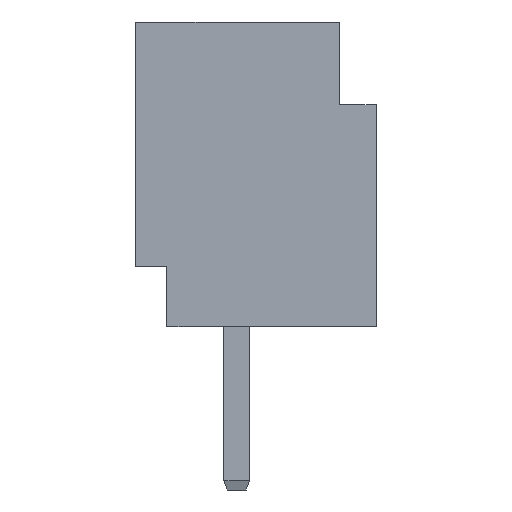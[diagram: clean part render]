
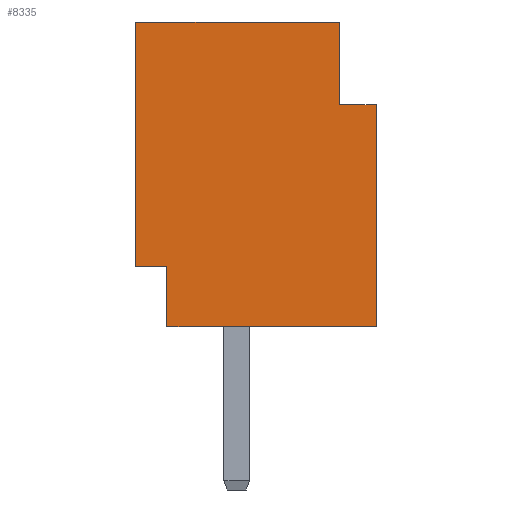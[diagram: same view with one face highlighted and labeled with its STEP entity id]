
A CAD part, left-side view. The second image highlights one B-rep face of the part: STEP entity #8335.
In plain terms, the highlighted planar face has unit normal (-1, 0, 0).
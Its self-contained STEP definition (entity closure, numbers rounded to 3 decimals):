
#459=ORIENTED_EDGE('',*,*,#2073,.T.);
#460=ORIENTED_EDGE('',*,*,#2139,.T.);
#461=ORIENTED_EDGE('',*,*,#2157,.T.);
#462=ORIENTED_EDGE('',*,*,#2158,.F.);
#463=ORIENTED_EDGE('',*,*,#2062,.F.);
#464=ORIENTED_EDGE('',*,*,#2150,.F.);
#465=ORIENTED_EDGE('',*,*,#2159,.F.);
#466=ORIENTED_EDGE('',*,*,#2160,.T.);
#2062=EDGE_CURVE('',#2916,#2917,#3464,.T.);
#2073=EDGE_CURVE('',#2927,#2926,#3475,.T.);
#2139=EDGE_CURVE('',#2926,#2988,#3541,.T.);
#2150=EDGE_CURVE('',#2996,#2916,#3552,.T.);
#2157=EDGE_CURVE('',#2988,#3001,#3559,.T.);
#2158=EDGE_CURVE('',#2917,#3001,#3560,.T.);
#2159=EDGE_CURVE('',#3002,#2996,#3561,.T.);
#2160=EDGE_CURVE('',#3002,#2927,#3562,.T.);
#2916=VERTEX_POINT('',#10309);
#2917=VERTEX_POINT('',#10311);
#2926=VERTEX_POINT('',#10332);
#2927=VERTEX_POINT('',#10334);
#2988=VERTEX_POINT('',#10463);
#2996=VERTEX_POINT('',#10485);
#3001=VERTEX_POINT('',#10500);
#3002=VERTEX_POINT('',#10503);
#3464=LINE('',#10310,#4054);
#3475=LINE('',#10333,#4065);
#3541=LINE('',#10464,#4131);
#3552=LINE('',#10486,#4142);
#3559=LINE('',#10499,#4149);
#3560=LINE('',#10501,#4150);
#3561=LINE('',#10502,#4151);
#3562=LINE('',#10504,#4152);
#4054=VECTOR('',#9056,1000.);
#4065=VECTOR('',#9071,1000.);
#4131=VECTOR('',#9143,1000.);
#4142=VECTOR('',#9160,1000.);
#4149=VECTOR('',#9171,1000.);
#4150=VECTOR('',#9172,1000.);
#4151=VECTOR('',#9173,1000.);
#4152=VECTOR('',#9174,1000.);
#4654=EDGE_LOOP('',(#459,#460,#461,#462,#463,#464,#465,#466));
#5054=FACE_BOUND('',#4654,.T.);
#5445=PLANE('',#8726);
#8335=ADVANCED_FACE('',(#5054),#5445,.T.);
#8726=AXIS2_PLACEMENT_3D('',#10498,#9169,#9170);
#9056=DIRECTION('',(0.,0.,-1.));
#9071=DIRECTION('',(0.,0.,-1.));
#9143=DIRECTION('',(0.,-1.,0.));
#9160=DIRECTION('',(0.,-1.,0.));
#9169=DIRECTION('',(-1.,0.,0.));
#9170=DIRECTION('',(0.,0.,1.));
#9171=DIRECTION('',(0.,0.,-1.));
#9172=DIRECTION('',(0.,1.,0.));
#9173=DIRECTION('',(0.,0.,-1.));
#9174=DIRECTION('',(0.,1.,0.));
#10309=CARTESIAN_POINT('',(-6.498,-1.93,3.073));
#10310=CARTESIAN_POINT('',(-6.498,-1.93,1.27));
#10311=CARTESIAN_POINT('',(-6.498,-1.93,0.));
#10332=CARTESIAN_POINT('',(-6.498,1.397,0.838));
#10333=CARTESIAN_POINT('',(-6.498,1.397,1.27));
#10334=CARTESIAN_POINT('',(-6.498,1.397,4.216));
#10463=CARTESIAN_POINT('',(-6.498,0.965,0.838));
#10464=CARTESIAN_POINT('',(-6.498,1.397,0.838));
#10485=CARTESIAN_POINT('',(-6.498,-1.422,3.073));
#10486=CARTESIAN_POINT('',(-6.498,-1.422,3.073));
#10498=CARTESIAN_POINT('',(-6.498,-1.93,1.27));
#10499=CARTESIAN_POINT('',(-6.498,0.965,0.838));
#10500=CARTESIAN_POINT('',(-6.498,0.965,0.));
#10501=CARTESIAN_POINT('',(-6.498,-1.93,0.));
#10502=CARTESIAN_POINT('',(-6.498,-1.422,4.216));
#10503=CARTESIAN_POINT('',(-6.498,-1.422,4.216));
#10504=CARTESIAN_POINT('',(-6.498,-1.93,4.216));
